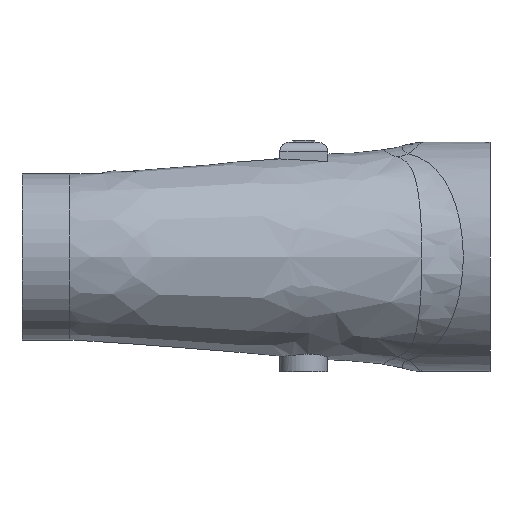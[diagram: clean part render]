
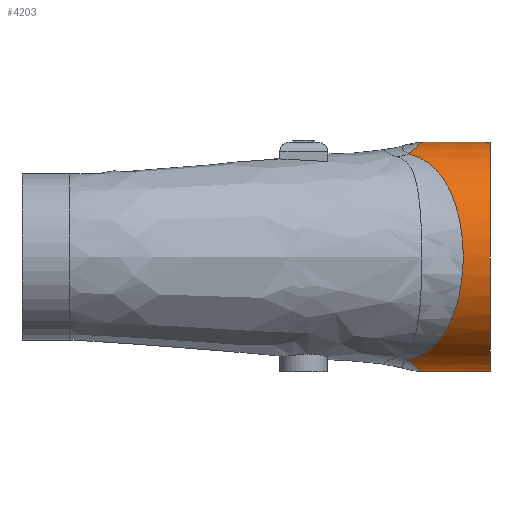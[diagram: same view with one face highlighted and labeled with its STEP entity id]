
A CAD part, front view. The second image highlights one B-rep face of the part: STEP entity #4203.
In plain terms, the highlighted cylindrical face has radius 60 mm (diameter 120 mm), a partial arc.
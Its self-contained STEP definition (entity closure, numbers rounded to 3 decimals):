
#206=LINE('',#8164,#587);
#207=LINE('',#8167,#588);
#587=VECTOR('',#4728,10.);
#588=VECTOR('',#4731,10.);
#938=CYLINDRICAL_SURFACE('',#4468,60.);
#1042=FACE_OUTER_BOUND('',#1277,.T.);
#1277=EDGE_LOOP('',(#3016,#3017,#3018,#3019,#3020,#3021));
#1505=CIRCLE('',#4469,60.);
#1568=B_SPLINE_CURVE_WITH_KNOTS('',3,(#7992,#7993,#7994,#7995,#7996,#7997,
#7998,#7999,#8000,#8001,#8002,#8003,#8004,#8005,#8006,#8007,#8008,#8009,
#8010,#8011,#8012,#8013,#8014,#8015,#8016,#8017,#8018,#8019,#8020,#8021,
#8022,#8023,#8024,#8025,#8026,#8027,#8028,#8029,#8030,#8031,#8032,#8033,
#8034,#8035,#8036),.UNSPECIFIED.,.F.,.F.,(4,1,1,1,1,2,1,1,1,1,2,1,1,1,1,
1,1,1,1,1,1,1,1,1,1,1,1,1,1,1,1,2,1,1,1,2,1,1,4),(-44.308,-43.663,
-43.341,-43.18,-43.059,-43.019,
-42.21,-41.806,-41.654,-41.604,
-41.402,-41.17,-41.093,-40.784,
-40.166,-38.931,-36.46,-35.533,
-35.224,-33.989,-31.517,-30.591,
-30.282,-29.046,-26.575,-25.957,
-24.104,-22.869,-22.251,-21.942,
-21.787,-21.633,-20.826,-20.422,
-20.22,-20.018,-19.857,-19.696,
-18.73),.UNSPECIFIED.);
#1573=B_SPLINE_CURVE_WITH_KNOTS('',3,(#8142,#8143,#8144,#8145,#8146,#8147),
 .UNSPECIFIED.,.F.,.F.,(4,1,1,4),(2.842,3.291,3.746,
4.429),.UNSPECIFIED.);
#1575=B_SPLINE_CURVE_WITH_KNOTS('',3,(#8156,#8157,#8158,#8159,#8160,#8161,
#8162),.UNSPECIFIED.,.F.,.F.,(4,1,1,1,4),(-0.31,0.145,
0.6,1.055,1.278),.UNSPECIFIED.);
#1807=VERTEX_POINT('',#7713);
#1810=VERTEX_POINT('',#7919);
#1820=VERTEX_POINT('',#8141);
#1821=VERTEX_POINT('',#8155);
#1822=VERTEX_POINT('',#8163);
#1823=VERTEX_POINT('',#8165);
#2274=EDGE_CURVE('',#1807,#1810,#1568,.T.);
#2279=EDGE_CURVE('',#1810,#1820,#1573,.T.);
#2281=EDGE_CURVE('',#1821,#1807,#1575,.T.);
#2282=EDGE_CURVE('',#1822,#1821,#206,.T.);
#2283=EDGE_CURVE('',#1823,#1822,#1505,.T.);
#2284=EDGE_CURVE('',#1820,#1823,#207,.T.);
#3016=ORIENTED_EDGE('',*,*,#2274,.F.);
#3017=ORIENTED_EDGE('',*,*,#2281,.F.);
#3018=ORIENTED_EDGE('',*,*,#2282,.F.);
#3019=ORIENTED_EDGE('',*,*,#2283,.F.);
#3020=ORIENTED_EDGE('',*,*,#2284,.F.);
#3021=ORIENTED_EDGE('',*,*,#2279,.F.);
#4203=ADVANCED_FACE('',(#1042),#938,.T.);
#4468=AXIS2_PLACEMENT_3D('',#8154,#4726,#4727);
#4469=AXIS2_PLACEMENT_3D('',#8166,#4729,#4730);
#4726=DIRECTION('center_axis',(1.,0.,0.));
#4727=DIRECTION('ref_axis',(0.,0.,-1.));
#4728=DIRECTION('',(-1.,0.,0.));
#4729=DIRECTION('center_axis',(1.,0.,0.));
#4730=DIRECTION('ref_axis',(0.,1.,0.));
#4731=DIRECTION('',(1.,0.,0.));
#7713=CARTESIAN_POINT('',(177.188,-26.104,-54.024));
#7919=CARTESIAN_POINT('',(177.188,-26.104,54.024));
#7992=CARTESIAN_POINT('Ctrl Pts',(177.188,-26.104,-54.024));
#7993=CARTESIAN_POINT('Ctrl Pts',(178.629,-26.886,-53.646));
#7994=CARTESIAN_POINT('Ctrl Pts',(180.598,-28.138,-53.009));
#7995=CARTESIAN_POINT('Ctrl Pts',(182.607,-29.655,-52.164));
#7996=CARTESIAN_POINT('Ctrl Pts',(183.616,-30.476,-51.685));
#7997=CARTESIAN_POINT('Ctrl Pts',(184.137,-30.917,-51.422));
#7998=CARTESIAN_POINT('Ctrl Pts',(184.391,-31.138,-51.288));
#7999=CARTESIAN_POINT('Ctrl Pts',(185.728,-32.302,-50.579));
#8000=CARTESIAN_POINT('Ctrl Pts',(187.451,-33.978,-49.485));
#8001=CARTESIAN_POINT('Ctrl Pts',(189.161,-35.835,-48.131));
#8002=CARTESIAN_POINT('Ctrl Pts',(189.883,-36.653,-47.504));
#8003=CARTESIAN_POINT('Ctrl Pts',(190.354,-37.196,-47.081));
#8004=CARTESIAN_POINT('Ctrl Pts',(190.643,-37.534,-46.812));
#8005=CARTESIAN_POINT('Ctrl Pts',(191.129,-38.111,-46.344));
#8006=CARTESIAN_POINT('Ctrl Pts',(191.468,-38.519,-46.005));
#8007=CARTESIAN_POINT('Ctrl Pts',(192.129,-39.331,-45.315));
#8008=CARTESIAN_POINT('Ctrl Pts',(193.167,-40.636,-44.168));
#8009=CARTESIAN_POINT('Ctrl Pts',(195.245,-43.375,-41.553));
#8010=CARTESIAN_POINT('Ctrl Pts',(198.805,-48.454,-35.864));
#8011=CARTESIAN_POINT('Ctrl Pts',(201.664,-52.956,-28.749));
#8012=CARTESIAN_POINT('Ctrl Pts',(203.316,-55.636,-22.554));
#8013=CARTESIAN_POINT('Ctrl Pts',(204.256,-57.181,-18.354));
#8014=CARTESIAN_POINT('Ctrl Pts',(205.481,-59.22,-11.354));
#8015=CARTESIAN_POINT('Ctrl Pts',(206.055,-60.197,-2.8));
#8016=CARTESIAN_POINT('Ctrl Pts',(205.883,-59.903,3.952));
#8017=CARTESIAN_POINT('Ctrl Pts',(205.621,-59.462,8.425));
#8018=CARTESIAN_POINT('Ctrl Pts',(204.883,-58.222,15.695));
#8019=CARTESIAN_POINT('Ctrl Pts',(203.296,-55.581,23.172));
#8020=CARTESIAN_POINT('Ctrl Pts',(200.731,-51.489,31.064));
#8021=CARTESIAN_POINT('Ctrl Pts',(198.314,-47.751,36.653));
#8022=CARTESIAN_POINT('Ctrl Pts',(195.239,-43.368,41.561));
#8023=CARTESIAN_POINT('Ctrl Pts',(193.172,-40.642,44.162));
#8024=CARTESIAN_POINT('Ctrl Pts',(192.052,-39.234,45.4));
#8025=CARTESIAN_POINT('Ctrl Pts',(191.385,-38.419,46.089));
#8026=CARTESIAN_POINT('Ctrl Pts',(191.043,-38.009,46.426));
#8027=CARTESIAN_POINT('Ctrl Pts',(189.961,-36.725,47.468));
#8028=CARTESIAN_POINT('Ctrl Pts',(188.504,-35.077,48.711));
#8029=CARTESIAN_POINT('Ctrl Pts',(186.575,-33.136,50.028));
#8030=CARTESIAN_POINT('Ctrl Pts',(185.394,-32.025,50.741));
#8031=CARTESIAN_POINT('Ctrl Pts',(184.773,-31.47,51.086));
#8032=CARTESIAN_POINT('Ctrl Pts',(184.201,-30.972,51.389));
#8033=CARTESIAN_POINT('Ctrl Pts',(183.683,-30.531,51.653));
#8034=CARTESIAN_POINT('Ctrl Pts',(181.529,-28.778,52.674));
#8035=CARTESIAN_POINT('Ctrl Pts',(179.355,-27.28,53.456));
#8036=CARTESIAN_POINT('Ctrl Pts',(177.188,-26.104,54.024));
#8141=CARTESIAN_POINT('',(185.189,0.,60.));
#8142=CARTESIAN_POINT('Ctrl Pts',(177.188,-26.104,54.024));
#8143=CARTESIAN_POINT('Ctrl Pts',(178.354,-24.409,54.843));
#8144=CARTESIAN_POINT('Ctrl Pts',(180.412,-20.289,56.626));
#8145=CARTESIAN_POINT('Ctrl Pts',(183.146,-11.452,59.197));
#8146=CARTESIAN_POINT('Ctrl Pts',(184.502,-4.345,60.));
#8147=CARTESIAN_POINT('Ctrl Pts',(185.189,0.,
60.));
#8154=CARTESIAN_POINT('Origin',(220.,0.,0.));
#8155=CARTESIAN_POINT('',(185.189,0.,-60.));
#8156=CARTESIAN_POINT('Ctrl Pts',(185.189,0.,
-60.));
#8157=CARTESIAN_POINT('Ctrl Pts',(184.731,-2.894,-60.));
#8158=CARTESIAN_POINT('Ctrl Pts',(183.704,-8.599,-59.581));
#8159=CARTESIAN_POINT('Ctrl Pts',(181.665,-16.639,-57.828));
#8160=CARTESIAN_POINT('Ctrl Pts',(179.423,-22.432,-55.725));
#8161=CARTESIAN_POINT('Ctrl Pts',(177.766,-25.264,-54.43));
#8162=CARTESIAN_POINT('Ctrl Pts',(177.188,-26.104,-54.024));
#8163=CARTESIAN_POINT('',(220.,0.,-60.));
#8164=CARTESIAN_POINT('',(220.,0.,-60.));
#8165=CARTESIAN_POINT('',(220.,0.,60.));
#8166=CARTESIAN_POINT('Origin',(220.,0.,0.));
#8167=CARTESIAN_POINT('',(220.,0.,60.));
